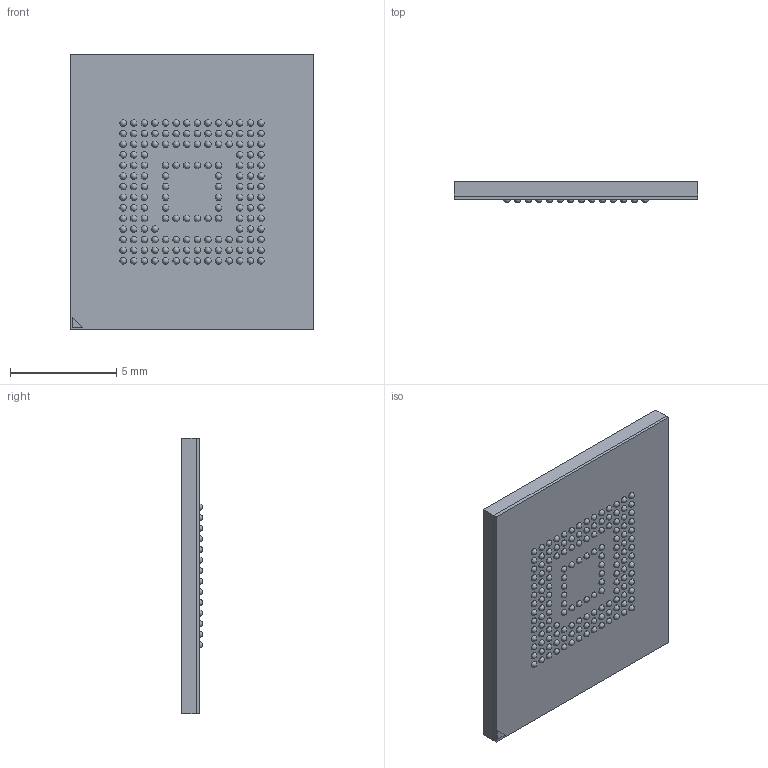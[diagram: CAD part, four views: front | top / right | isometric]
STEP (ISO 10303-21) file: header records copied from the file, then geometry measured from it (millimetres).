
FILE_DESCRIPTION (( 'STEP AP214' ), '1' );
FILE_NAME ('EMMC04G-MK27-A01C.STEP', '2022-12-07T03:10:12', ( '' ), ( '' ), 'SwSTEP 2.0', 'SolidWorks 2021', '' );
FILE_SCHEMA (( 'AUTOMOTIVE_DESIGN' ));
Length unit declared in the file: millimetre
Products named in the file (1): EMMC04G-MK27-A01C
Bounding box: 11.5 x 1 x 13 mm (x, y, z)
Volume: 128.2 mm3; surface area: 673.2 mm2
Topology: 157 solids, 157 shells, 332 faces, 813 edges, 491 vertices
Faces by surface type: plane 177, sphere 153, cylinder 2
Full cylindrical faces by diameter (mm): 0.5 x2
Entity records: 6654 total; most frequent: DIRECTION 1022, CARTESIAN_POINT 717, AXIS2_PLACEMENT_3D 490, ORIENTED_EDGE 398, EDGE_LOOP 336, FACE_OUTER_BOUND 334, ADVANCED_FACE 332, EDGE_CURVE 199
